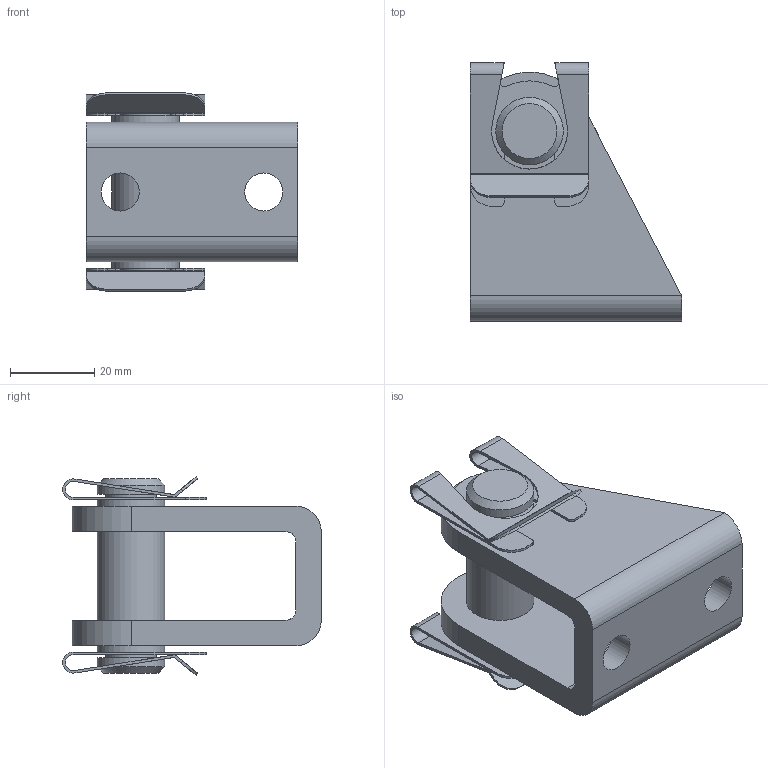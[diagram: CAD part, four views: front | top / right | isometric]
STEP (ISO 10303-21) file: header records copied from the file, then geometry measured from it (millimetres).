
FILE_DESCRIPTION(/* description */ ('STEP AP214'),/* implementation_level */ '2;1');
FILE_NAME(/* name */ '195862_LBN-50_63',/* time_stamp */ '2024-08-21T11:04:19+02:00',/* author */ ('License CC BY-ND 4.0'),/* organization */ ('CADENAS'),/* preprocessor_version */ 'ST-DEVELOPER v19.3',/* originating_system */ 'PARTsolutions',/* authorisation */ ' ');
FILE_SCHEMA (('AUTOMOTIVE_DESIGN {1 0 10303 214 3 1 1}'));
Length unit declared in the file: millimetre
Products named in the file (4): 195862 LBN-50_63; 195862 LBN-50_63---(L); 369478 BZ-16-036,0-AA (46); 209822 16 SXN 08 VERZINKT:SL
Assembly tree (4 placements, depth 2):
  195862 LBN-50_63
    195862 LBN-50_63---(L)
    369478 BZ-16-036,0-AA (46)
    209822 16 SXN 08 VERZINKT:SL  x2
Bounding box: 50 x 61.2 x 46.97 mm (x, y, z)
Volume: 38854.7 mm3; surface area: 20275.4 mm2
Topology: 4 solids, 4 shells, 97 faces, 265 edges, 176 vertices
Faces by surface type: cylinder 49, plane 46, cone 2
Full cylindrical faces by diameter (mm): 9 x2, 12 x2, 16 x5
Entity records: 2053 total; most frequent: DIRECTION 360, CARTESIAN_POINT 332, ORIENTED_EDGE 308, EDGE_CURVE 154, AXIS2_PLACEMENT_3D 136, VERTEX_POINT 108, LINE 88, VECTOR 88
